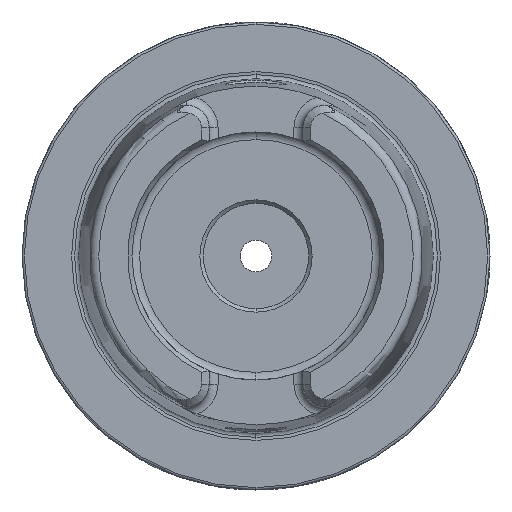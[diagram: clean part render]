
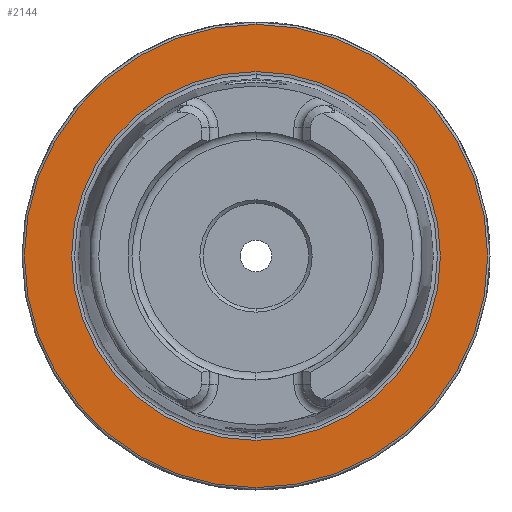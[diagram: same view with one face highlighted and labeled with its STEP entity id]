
A CAD part, left-side view. The second image highlights one B-rep face of the part: STEP entity #2144.
In plain terms, the highlighted planar face has unit normal (-1, 0, 0).
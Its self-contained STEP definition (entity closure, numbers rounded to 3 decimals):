
#320 = EDGE_CURVE ( 'NONE', #6411, #6410, #3903, .T. ) ;
#321 = EDGE_CURVE ( 'NONE', #6408, #6403, #3904, .T. ) ;
#766 = EDGE_CURVE ( 'NONE', #6410, #6411, #5249, .T. ) ;
#773 = EDGE_CURVE ( 'NONE', #6403, #6408, #5257, .T. ) ;
#1855 = EDGE_LOOP ( 'NONE', ( #3033, #3034 ) ) ;
#1856 = EDGE_LOOP ( 'NONE', ( #3031, #3032 ) ) ;
#2144 = ADVANCED_FACE ( 'NONE', ( #9584, #9570 ), #6940, .F. ) ;
#3031 = ORIENTED_EDGE ( 'NONE', *, *, #321, .F. ) ;
#3032 = ORIENTED_EDGE ( 'NONE', *, *, #773, .F. ) ;
#3033 = ORIENTED_EDGE ( 'NONE', *, *, #766, .T. ) ;
#3034 = ORIENTED_EDGE ( 'NONE', *, *, #320, .T. ) ;
#3409 = AXIS2_PLACEMENT_3D ( 'NONE', #4178, #4179, #4180 ) ;
#3410 = AXIS2_PLACEMENT_3D ( 'NONE', #4181, #4182, #4183 ) ;
#3511 = AXIS2_PLACEMENT_3D ( 'NONE', #5919, #5920, #5921 ) ;
#3517 = AXIS2_PLACEMENT_3D ( 'NONE', #5941, #5942, #5943 ) ;
#3903 = CIRCLE ( 'NONE', #3409, 49.5 ) ;
#3904 = CIRCLE ( 'NONE', #3410, 39.405 ) ;
#4178 = CARTESIAN_POINT ( 'NONE',  ( 0., 0., 0. ) ) ;
#4179 = DIRECTION ( 'NONE',  ( -1., 0., 0. ) ) ;
#4180 = DIRECTION ( 'NONE',  ( 0., 0., 1. ) ) ;
#4181 = CARTESIAN_POINT ( 'NONE',  ( 0., 0., 0. ) ) ;
#4182 = DIRECTION ( 'NONE',  ( -1., 0., 0. ) ) ;
#4183 = DIRECTION ( 'NONE',  ( 0., 0., 1. ) ) ;
#5249 = CIRCLE ( 'NONE', #3511, 49.5 ) ;
#5257 = CIRCLE ( 'NONE', #3517, 39.405 ) ;
#5919 = CARTESIAN_POINT ( 'NONE',  ( 0., 0., 0. ) ) ;
#5920 = DIRECTION ( 'NONE',  ( -1., 0., 0. ) ) ;
#5921 = DIRECTION ( 'NONE',  ( 0., 0., 1. ) ) ;
#5941 = CARTESIAN_POINT ( 'NONE',  ( 0., 0., 0. ) ) ;
#5942 = DIRECTION ( 'NONE',  ( -1., 0., 0. ) ) ;
#5943 = DIRECTION ( 'NONE',  ( 0., 0., 1. ) ) ;
#6403 = VERTEX_POINT ( 'NONE', #7293 ) ;
#6408 = VERTEX_POINT ( 'NONE', #7298 ) ;
#6410 = VERTEX_POINT ( 'NONE', #7300 ) ;
#6411 = VERTEX_POINT ( 'NONE', #7301 ) ;
#6937 = CARTESIAN_POINT ( 'NONE',  ( 0., 49.5, 0. ) ) ;
#6940 = PLANE ( 'NONE',  #9339 ) ;
#6942 = DIRECTION ( 'NONE',  ( 1., 0., 0. ) ) ;
#6943 = DIRECTION ( 'NONE',  ( 0., 0., -1. ) ) ;
#7293 = CARTESIAN_POINT ( 'NONE',  ( 0., 0., -39.405 ) ) ;
#7298 = CARTESIAN_POINT ( 'NONE',  ( 0., 0., 39.405 ) ) ;
#7300 = CARTESIAN_POINT ( 'NONE',  ( 0., 0., 49.5 ) ) ;
#7301 = CARTESIAN_POINT ( 'NONE',  ( 0., 0., -49.5 ) ) ;
#9339 = AXIS2_PLACEMENT_3D ( 'NONE', #6937, #6942, #6943 ) ;
#9570 = FACE_OUTER_BOUND ( 'NONE', #1855, .T. ) ;
#9584 = FACE_BOUND ( 'NONE', #1856, .T. ) ;
